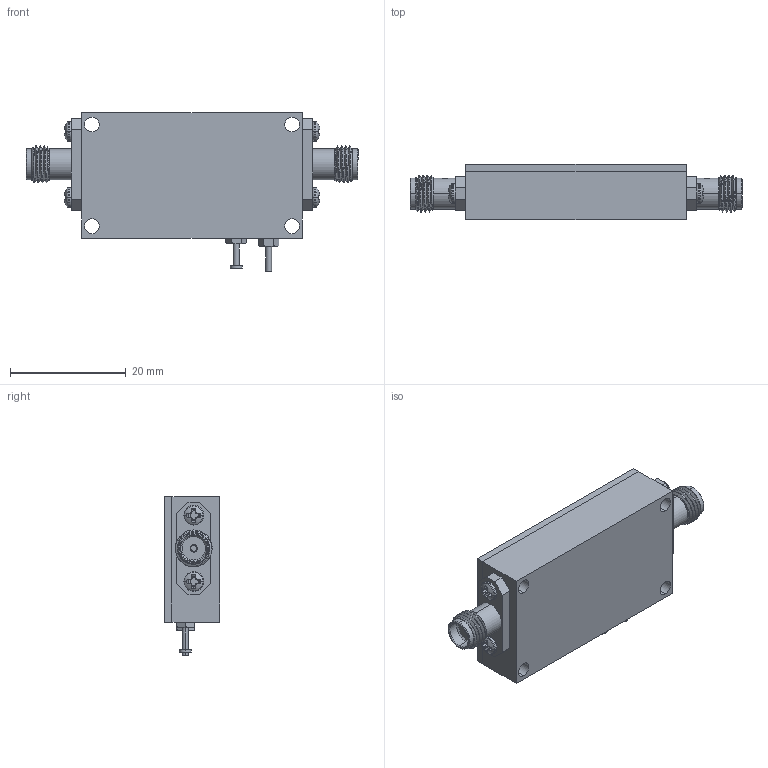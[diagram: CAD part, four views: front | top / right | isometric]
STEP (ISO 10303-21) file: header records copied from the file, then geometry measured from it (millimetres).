
FILE_DESCRIPTION (( 'STEP AP203' ), '1' );
FILE_NAME ('PE15A1013.step', '2018-11-21T00:33:44', ( '' ), ( '' ), 'SwSTEP 2.0', 'SolidWorks 2017', '' );
FILE_SCHEMA (( 'CONFIG_CONTROL_DESIGN' ));
Products named in the file (1): PE15A1013
Bounding box: 57.25 x 9.6 x 27.3 mm (x, y, z)
Volume: 8298.1 mm3; surface area: 4822.1 mm2
Topology: 17 solids, 17 shells, 1377 faces, 3680 edges, 2412 vertices
Faces by surface type: plane 655, cylinder 289, bspline 251, cone 158, torus 16, sphere 8
Entity records: 64923 total; most frequent: CARTESIAN_POINT 33455, ORIENTED_EDGE 7312, DIRECTION 5316, EDGE_CURVE 3656, VERTEX_POINT 2412, LINE 1954, VECTOR 1954, AXIS2_PLACEMENT_3D 1681
